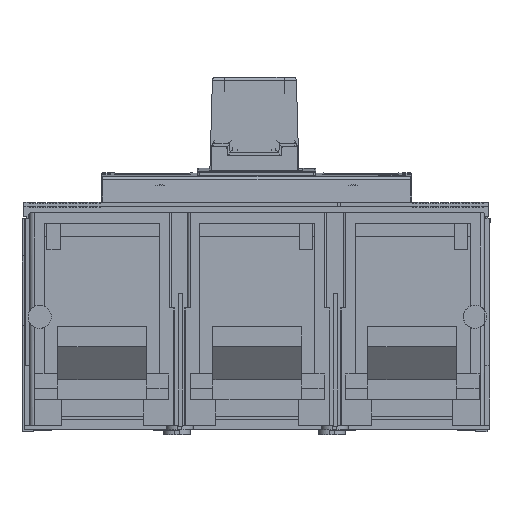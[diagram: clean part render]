
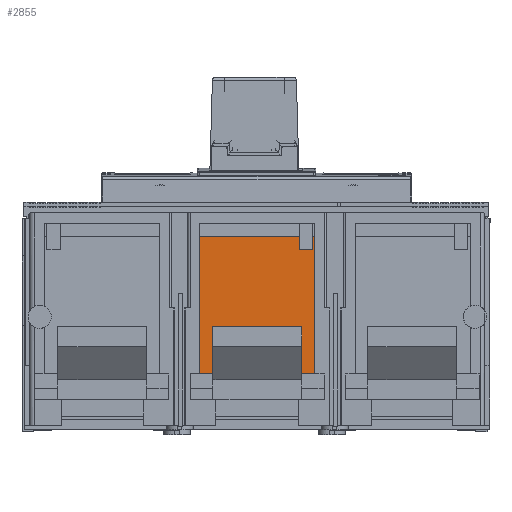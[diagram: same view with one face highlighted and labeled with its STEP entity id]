
A CAD part, front view. The second image highlights one B-rep face of the part: STEP entity #2855.
In plain terms, the highlighted planar face has unit normal (0, -1, 0).
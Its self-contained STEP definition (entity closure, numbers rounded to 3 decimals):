
#1951 = VECTOR ( 'NONE', #116386, 1000. ) ;
#2855 = ADVANCED_FACE ( 'NONE', ( #18173 ), #90388, .T. ) ;
#4512 = LINE ( 'NONE', #118966, #65645 ) ;
#11312 = CARTESIAN_POINT ( 'NONE',  ( -1.803, -93.899, -57.801 ) ) ;
#11368 = VERTEX_POINT ( 'NONE', #40570 ) ;
#11761 = LINE ( 'NONE', #23623, #40460 ) ;
#12441 = VERTEX_POINT ( 'NONE', #36457 ) ;
#12562 = CARTESIAN_POINT ( 'NONE',  ( 42.421, -93.899, -70.025 ) ) ;
#15232 = CARTESIAN_POINT ( 'NONE',  ( -1.829, -93.899, -70.025 ) ) ;
#15573 = VECTOR ( 'NONE', #24901, 1000. ) ;
#18173 = FACE_OUTER_BOUND ( 'NONE', #119134, .T. ) ;
#18616 = CARTESIAN_POINT ( 'NONE',  ( 42.421, -93.899, -70.025 ) ) ;
#22342 = EDGE_CURVE ( 'NONE', #33847, #12441, #119443, .T. ) ;
#23623 = CARTESIAN_POINT ( 'NONE',  ( 2.421, -93.899, -8.025 ) ) ;
#23645 = CARTESIAN_POINT ( 'NONE',  ( -1.625, -93.899, -57.036 ) ) ;
#24901 = DIRECTION ( 'NONE',  ( 1., 0., 0. ) ) ;
#28361 = VERTEX_POINT ( 'NONE', #107799 ) ;
#30941 = EDGE_CURVE ( 'NONE', #47336, #99880, #4512, .T. ) ;
#32841 = CARTESIAN_POINT ( 'NONE',  ( 6.671, -93.899, -58.325 ) ) ;
#33847 = VERTEX_POINT ( 'NONE', #44546 ) ;
#35139 = VECTOR ( 'NONE', #53601, 1000. ) ;
#35910 = DIRECTION ( 'NONE',  ( -1., 0., 0. ) ) ;
#35932 = CARTESIAN_POINT ( 'NONE',  ( -1.028, -93.899, -55.867 ) ) ;
#36034 = EDGE_CURVE ( 'NONE', #44533, #11368, #131877, .T. ) ;
#36457 = CARTESIAN_POINT ( 'NONE',  ( 2.171, -93.899, -54.325 ) ) ;
#36932 = ORIENTED_EDGE ( 'NONE', *, *, #22342, .T. ) ;
#40384 = EDGE_CURVE ( 'NONE', #11368, #68883, #67740, .T. ) ;
#40460 = VECTOR ( 'NONE', #35910, 1000. ) ;
#40570 = CARTESIAN_POINT ( 'NONE',  ( 28.421, -93.899, -70.025 ) ) ;
#42357 = DIRECTION ( 'NONE',  ( 1., 0., 0. ) ) ;
#44533 = VERTEX_POINT ( 'NONE', #145739 ) ;
#44546 = CARTESIAN_POINT ( 'NONE',  ( -1.829, -93.899, -58.325 ) ) ;
#47336 = VERTEX_POINT ( 'NONE', #106871 ) ;
#47619 = CARTESIAN_POINT ( 'NONE',  ( 2.671, -93.899, -58.325 ) ) ;
#48201 = CARTESIAN_POINT ( 'NONE',  ( 0.156, -93.899, -54.83 ) ) ;
#53601 = DIRECTION ( 'NONE',  ( 0., 0., -1. ) ) ;
#59847 = DIRECTION ( 'NONE',  ( 0., 0., 1. ) ) ;
#59908 = CARTESIAN_POINT ( 'NONE',  ( -1.829, -93.899, -58.06 ) ) ;
#60434 = CARTESIAN_POINT ( 'NONE',  ( 1.134, -93.899, -54.453 ) ) ;
#65645 = VECTOR ( 'NONE', #131220, 1000. ) ;
#66346 = DIRECTION ( 'NONE',  ( 0., -1., 0. ) ) ;
#67740 = LINE ( 'NONE', #137377, #100206 ) ;
#68883 = VERTEX_POINT ( 'NONE', #125166 ) ;
#71450 = ORIENTED_EDGE ( 'NONE', *, *, #136121, .T. ) ;
#72667 = CARTESIAN_POINT ( 'NONE',  ( 1.907, -93.899, -54.325 ) ) ;
#74142 = DIRECTION ( 'NONE',  ( 0., 0., 1. ) ) ;
#75251 = ORIENTED_EDGE ( 'NONE', *, *, #30941, .T. ) ;
#75878 = EDGE_CURVE ( 'NONE', #142775, #33847, #79182, .T. ) ;
#79182 = LINE ( 'NONE', #147187, #144051 ) ;
#79369 = ORIENTED_EDGE ( 'NONE', *, *, #93473, .T. ) ;
#86164 = VECTOR ( 'NONE', #42357, 1000. ) ;
#89808 = CARTESIAN_POINT ( 'NONE',  ( 2.421, -93.899, -54.325 ) ) ;
#90388 = PLANE ( 'NONE',  #103814 ) ;
#93473 = EDGE_CURVE ( 'NONE', #99880, #142775, #113072, .T. ) ;
#93628 = ORIENTED_EDGE ( 'NONE', *, *, #123507, .T. ) ;
#96734 = CARTESIAN_POINT ( 'NONE',  ( -1.701, -93.899, -57.287 ) ) ;
#99880 = VERTEX_POINT ( 'NONE', #131253 ) ;
#100206 = VECTOR ( 'NONE', #125198, 1000. ) ;
#102849 = ORIENTED_EDGE ( 'NONE', *, *, #36034, .T. ) ;
#103814 = AXIS2_PLACEMENT_3D ( 'NONE', #139519, #66346, #151641 ) ;
#106871 = CARTESIAN_POINT ( 'NONE',  ( -23.579, -93.899, -8.025 ) ) ;
#107799 = CARTESIAN_POINT ( 'NONE',  ( 2.671, -93.899, -54.325 ) ) ;
#109093 = CARTESIAN_POINT ( 'NONE',  ( -1.324, -93.899, -56.309 ) ) ;
#113072 = LINE ( 'NONE', #12562, #15573 ) ;
#116386 = DIRECTION ( 'NONE',  ( 1., 0., 0. ) ) ;
#118647 = EDGE_CURVE ( 'NONE', #68883, #47336, #11761, .T. ) ;
#118966 = CARTESIAN_POINT ( 'NONE',  ( -23.579, -93.899, -6.625 ) ) ;
#119134 = EDGE_LOOP ( 'NONE', ( #121131, #75251, #79369, #120261, #36932, #93628, #71450, #139692, #102849, #143818 ) ) ;
#119443 = B_SPLINE_CURVE_WITH_KNOTS ( 'NONE', 3,
 ( #145252, #59908, #11312, #96734, #23645, #109093, #35932, #121361, #48201, #133651, #60434, #145780, #72667, #157924 ),
 .UNSPECIFIED., .F., .F.,
 ( 4, 2, 2, 2, 2, 2, 4 ),
 ( 0., 0.125, 0.25, 0.5, 0.75, 0.875, 1. ),
 .UNSPECIFIED. ) ;
#120261 = ORIENTED_EDGE ( 'NONE', *, *, #75878, .T. ) ;
#121131 = ORIENTED_EDGE ( 'NONE', *, *, #118647, .T. ) ;
#121361 = CARTESIAN_POINT ( 'NONE',  ( -0.287, -93.899, -55.125 ) ) ;
#123507 = EDGE_CURVE ( 'NONE', #12441, #28361, #154823, .T. ) ;
#125166 = CARTESIAN_POINT ( 'NONE',  ( 28.421, -93.899, -8.025 ) ) ;
#125198 = DIRECTION ( 'NONE',  ( 0., 0., 1. ) ) ;
#131220 = DIRECTION ( 'NONE',  ( 0., 0., -1. ) ) ;
#131253 = CARTESIAN_POINT ( 'NONE',  ( -23.579, -93.899, -70.025 ) ) ;
#131877 = LINE ( 'NONE', #18616, #1951 ) ;
#132309 = AXIS2_PLACEMENT_3D ( 'NONE', #47619, #133059, #59847 ) ;
#132584 = LINE ( 'NONE', #151657, #35139 ) ;
#133059 = DIRECTION ( 'NONE',  ( 0., 1., 0. ) ) ;
#133651 = CARTESIAN_POINT ( 'NONE',  ( 0.883, -93.899, -54.529 ) ) ;
#136121 = EDGE_CURVE ( 'NONE', #28361, #151428, #141547, .T. ) ;
#137377 = CARTESIAN_POINT ( 'NONE',  ( 28.421, -93.899, -6.625 ) ) ;
#138425 = EDGE_CURVE ( 'NONE', #151428, #44533, #132584, .T. ) ;
#139519 = CARTESIAN_POINT ( 'NONE',  ( 32.421, -93.899, -6.625 ) ) ;
#139692 = ORIENTED_EDGE ( 'NONE', *, *, #138425, .T. ) ;
#141547 = CIRCLE ( 'NONE', #132309, 4. ) ;
#142775 = VERTEX_POINT ( 'NONE', #15232 ) ;
#143818 = ORIENTED_EDGE ( 'NONE', *, *, #40384, .T. ) ;
#144051 = VECTOR ( 'NONE', #74142, 1000. ) ;
#145252 = CARTESIAN_POINT ( 'NONE',  ( -1.829, -93.899, -58.325 ) ) ;
#145739 = CARTESIAN_POINT ( 'NONE',  ( 6.671, -93.899, -70.025 ) ) ;
#145780 = CARTESIAN_POINT ( 'NONE',  ( 1.648, -93.899, -54.35 ) ) ;
#147187 = CARTESIAN_POINT ( 'NONE',  ( -1.829, -93.899, -38.475 ) ) ;
#151428 = VERTEX_POINT ( 'NONE', #32841 ) ;
#151641 = DIRECTION ( 'NONE',  ( -1., 0., 0. ) ) ;
#151657 = CARTESIAN_POINT ( 'NONE',  ( 6.671, -93.899, -38.475 ) ) ;
#154823 = LINE ( 'NONE', #89808, #86164 ) ;
#157924 = CARTESIAN_POINT ( 'NONE',  ( 2.171, -93.899, -54.325 ) ) ;
